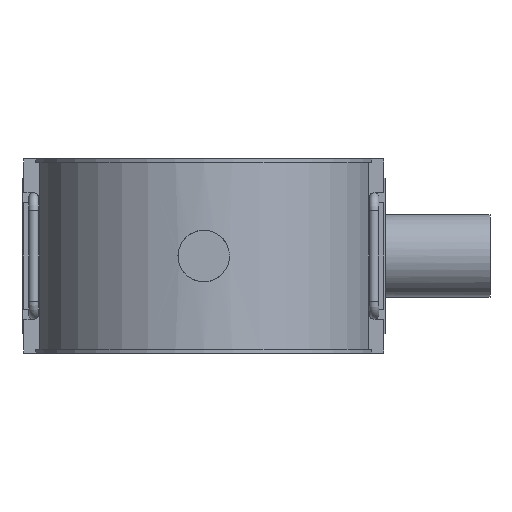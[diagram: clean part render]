
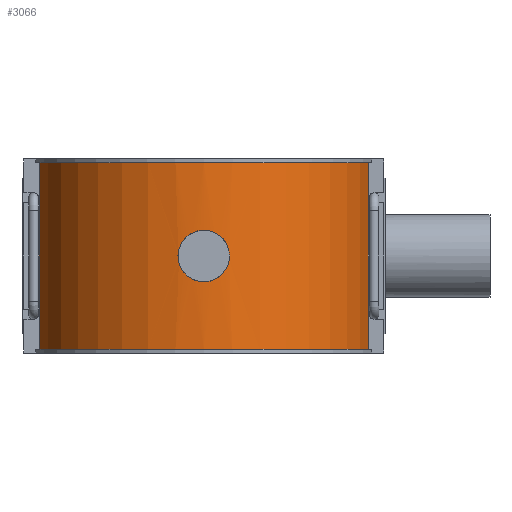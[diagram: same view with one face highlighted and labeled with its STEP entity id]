
A CAD part, front view. The second image highlights one B-rep face of the part: STEP entity #3066.
In plain terms, the highlighted cylindrical face has radius 102.6 mm (diameter 205.2 mm), a partial arc.
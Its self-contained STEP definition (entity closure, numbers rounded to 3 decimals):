
#117=LINE('',#5354,#396);
#143=LINE('',#5474,#422);
#396=VECTOR('',#3738,113.28);
#422=VECTOR('',#3794,113.28);
#750=CIRCLE('',#3281,102.6);
#757=CIRCLE('',#3294,102.6);
#826=FACE_BOUND('',#1120,.T.);
#924=FACE_OUTER_BOUND('',#1119,.T.);
#1119=EDGE_LOOP('',(#2367,#2368,#2369,#2370));
#1120=EDGE_LOOP('',(#2371));
#1296=B_SPLINE_CURVE_WITH_KNOTS('',3,(#5186,#5187,#5188,#5189,#5190,#5191,
#5192,#5193,#5194,#5195,#5196,#5197,#5198,#5199,#5200,#5201,#5202,#5203,
#5204,#5205,#5206,#5207,#5208,#5209,#5210,#5211,#5212,#5213,#5214,#5215,
#5216,#5217,#5218,#5219,#5220,#5221,#5222,#5223,#5224,#5225,#5226,#5227,
#5228,#5229,#5230,#5231,#5232,#5233,#5234,#5235,#5236,#5237,#5238,#5239,
#5240,#5241,#5242,#5243,#5244,#5245,#5246,#5247,#5248,#5249,#5250,#5251),
 .UNSPECIFIED.,.T.,.F.,(4,2,2,2,2,2,2,2,2,2,2,2,2,2,2,2,2,2,2,2,2,2,2,2,
2,2,2,2,2,2,2,2,4),(0.,0.296,0.592,0.887,
1.183,1.479,1.775,2.071,2.367,
2.662,2.958,3.254,3.55,3.846,
4.141,4.437,4.733,5.029,5.325,
5.621,5.916,6.212,6.508,6.804,
7.1,7.396,7.691,7.987,8.283,
8.579,8.875,9.17,9.466),
 .UNSPECIFIED.);
#1418=VERTEX_POINT('',#5185);
#1428=VERTEX_POINT('',#5341);
#1429=VERTEX_POINT('',#5343);
#1432=VERTEX_POINT('',#5353);
#1451=VERTEX_POINT('',#5421);
#1749=EDGE_CURVE('',#1418,#1418,#1296,.T.);
#1763=EDGE_CURVE('',#1428,#1429,#750,.T.);
#1767=EDGE_CURVE('',#1428,#1432,#117,.T.);
#1790=EDGE_CURVE('',#1451,#1432,#757,.T.);
#1806=EDGE_CURVE('',#1429,#1451,#143,.T.);
#2367=ORIENTED_EDGE('',*,*,#1763,.T.);
#2368=ORIENTED_EDGE('',*,*,#1806,.T.);
#2369=ORIENTED_EDGE('',*,*,#1790,.T.);
#2370=ORIENTED_EDGE('',*,*,#1767,.F.);
#2371=ORIENTED_EDGE('',*,*,#1749,.T.);
#2979=CYLINDRICAL_SURFACE('',#3299,102.6);
#3066=ADVANCED_FACE('',(#924,#826),#2979,.T.);
#3281=AXIS2_PLACEMENT_3D('',#5345,#3729,#3730);
#3294=AXIS2_PLACEMENT_3D('',#5422,#3773,#3774);
#3299=AXIS2_PLACEMENT_3D('',#5475,#3795,#3796);
#3729=DIRECTION('center_axis',(0.,0.,1.));
#3730=DIRECTION('ref_axis',(1.,0.,0.));
#3738=DIRECTION('',(0.,0.,1.));
#3773=DIRECTION('center_axis',(0.,0.,-1.));
#3774=DIRECTION('ref_axis',(1.,0.,0.));
#3794=DIRECTION('',(0.,0.,1.));
#3795=DIRECTION('center_axis',(0.,0.,1.));
#3796=DIRECTION('ref_axis',(1.,0.,0.));
#5185=CARTESIAN_POINT('',(15.68,-101.395,0.));
#5186=CARTESIAN_POINT('Ctrl Pts',(15.68,-101.395,0.));
#5187=CARTESIAN_POINT('Ctrl Pts',(15.68,-101.395,-0.986));
#5188=CARTESIAN_POINT('Ctrl Pts',(15.585,-101.41,-2.005));
#5189=CARTESIAN_POINT('Ctrl Pts',(15.188,-101.47,-4.032));
#5190=CARTESIAN_POINT('Ctrl Pts',(14.885,-101.515,-5.039));
#5191=CARTESIAN_POINT('Ctrl Pts',(14.084,-101.629,-6.97));
#5192=CARTESIAN_POINT('Ctrl Pts',(13.586,-101.698,-7.896));
#5193=CARTESIAN_POINT('Ctrl Pts',(12.435,-101.845,-9.607));
#5194=CARTESIAN_POINT('Ctrl Pts',(11.783,-101.924,-10.392));
#5195=CARTESIAN_POINT('Ctrl Pts',(10.392,-102.075,-11.783));
#5196=CARTESIAN_POINT('Ctrl Pts',(9.607,-102.153,-12.435));
#5197=CARTESIAN_POINT('Ctrl Pts',(7.896,-102.299,-13.586));
#5198=CARTESIAN_POINT('Ctrl Pts',(6.97,-102.368,-14.084));
#5199=CARTESIAN_POINT('Ctrl Pts',(5.039,-102.481,-14.885));
#5200=CARTESIAN_POINT('Ctrl Pts',(4.032,-102.526,-15.188));
#5201=CARTESIAN_POINT('Ctrl Pts',(2.005,-102.585,-15.585));
#5202=CARTESIAN_POINT('Ctrl Pts',(0.986,-102.6,-15.68));
#5203=CARTESIAN_POINT('Ctrl Pts',(-0.986,-102.6,-15.68));
#5204=CARTESIAN_POINT('Ctrl Pts',(-2.005,-102.585,-15.585));
#5205=CARTESIAN_POINT('Ctrl Pts',(-4.032,-102.526,-15.188));
#5206=CARTESIAN_POINT('Ctrl Pts',(-5.039,-102.481,-14.885));
#5207=CARTESIAN_POINT('Ctrl Pts',(-6.97,-102.368,-14.084));
#5208=CARTESIAN_POINT('Ctrl Pts',(-7.896,-102.299,-13.586));
#5209=CARTESIAN_POINT('Ctrl Pts',(-9.607,-102.153,-12.435));
#5210=CARTESIAN_POINT('Ctrl Pts',(-10.392,-102.075,-11.783));
#5211=CARTESIAN_POINT('Ctrl Pts',(-11.783,-101.924,-10.392));
#5212=CARTESIAN_POINT('Ctrl Pts',(-12.435,-101.845,-9.607));
#5213=CARTESIAN_POINT('Ctrl Pts',(-13.586,-101.698,-7.896));
#5214=CARTESIAN_POINT('Ctrl Pts',(-14.084,-101.629,-6.97));
#5215=CARTESIAN_POINT('Ctrl Pts',(-14.885,-101.515,-5.039));
#5216=CARTESIAN_POINT('Ctrl Pts',(-15.188,-101.47,-4.032));
#5217=CARTESIAN_POINT('Ctrl Pts',(-15.585,-101.41,-2.005));
#5218=CARTESIAN_POINT('Ctrl Pts',(-15.68,-101.395,-0.986));
#5219=CARTESIAN_POINT('Ctrl Pts',(-15.68,-101.395,0.986));
#5220=CARTESIAN_POINT('Ctrl Pts',(-15.585,-101.41,2.005));
#5221=CARTESIAN_POINT('Ctrl Pts',(-15.188,-101.47,4.032));
#5222=CARTESIAN_POINT('Ctrl Pts',(-14.885,-101.515,5.039));
#5223=CARTESIAN_POINT('Ctrl Pts',(-14.084,-101.629,6.97));
#5224=CARTESIAN_POINT('Ctrl Pts',(-13.586,-101.698,7.896));
#5225=CARTESIAN_POINT('Ctrl Pts',(-12.435,-101.845,9.607));
#5226=CARTESIAN_POINT('Ctrl Pts',(-11.783,-101.924,10.392));
#5227=CARTESIAN_POINT('Ctrl Pts',(-10.392,-102.075,11.783));
#5228=CARTESIAN_POINT('Ctrl Pts',(-9.607,-102.153,12.435));
#5229=CARTESIAN_POINT('Ctrl Pts',(-7.896,-102.299,13.586));
#5230=CARTESIAN_POINT('Ctrl Pts',(-6.97,-102.368,14.084));
#5231=CARTESIAN_POINT('Ctrl Pts',(-5.039,-102.481,14.885));
#5232=CARTESIAN_POINT('Ctrl Pts',(-4.032,-102.526,15.188));
#5233=CARTESIAN_POINT('Ctrl Pts',(-2.005,-102.585,15.585));
#5234=CARTESIAN_POINT('Ctrl Pts',(-0.986,-102.6,15.68));
#5235=CARTESIAN_POINT('Ctrl Pts',(0.986,-102.6,15.68));
#5236=CARTESIAN_POINT('Ctrl Pts',(2.005,-102.585,15.585));
#5237=CARTESIAN_POINT('Ctrl Pts',(4.032,-102.526,15.188));
#5238=CARTESIAN_POINT('Ctrl Pts',(5.039,-102.481,14.885));
#5239=CARTESIAN_POINT('Ctrl Pts',(6.97,-102.368,14.084));
#5240=CARTESIAN_POINT('Ctrl Pts',(7.896,-102.299,13.586));
#5241=CARTESIAN_POINT('Ctrl Pts',(9.607,-102.153,12.435));
#5242=CARTESIAN_POINT('Ctrl Pts',(10.392,-102.075,11.783));
#5243=CARTESIAN_POINT('Ctrl Pts',(11.783,-101.924,10.392));
#5244=CARTESIAN_POINT('Ctrl Pts',(12.435,-101.845,9.607));
#5245=CARTESIAN_POINT('Ctrl Pts',(13.586,-101.698,7.896));
#5246=CARTESIAN_POINT('Ctrl Pts',(14.084,-101.629,6.97));
#5247=CARTESIAN_POINT('Ctrl Pts',(14.885,-101.515,5.039));
#5248=CARTESIAN_POINT('Ctrl Pts',(15.188,-101.47,4.032));
#5249=CARTESIAN_POINT('Ctrl Pts',(15.585,-101.41,2.005));
#5250=CARTESIAN_POINT('Ctrl Pts',(15.68,-101.395,0.986));
#5251=CARTESIAN_POINT('Ctrl Pts',(15.68,-101.395,0.));
#5341=CARTESIAN_POINT('',(-100.102,-22.5,-56.64));
#5343=CARTESIAN_POINT('',(100.102,-22.5,-56.64));
#5345=CARTESIAN_POINT('Origin',(0.,0.,-56.64));
#5353=CARTESIAN_POINT('',(-100.102,-22.5,56.64));
#5354=CARTESIAN_POINT('',(-100.102,-22.5,0.));
#5421=CARTESIAN_POINT('',(100.102,-22.5,56.64));
#5422=CARTESIAN_POINT('Origin',(0.,0.,56.64));
#5474=CARTESIAN_POINT('',(100.102,-22.5,0.));
#5475=CARTESIAN_POINT('Origin',(0.,0.,0.));
